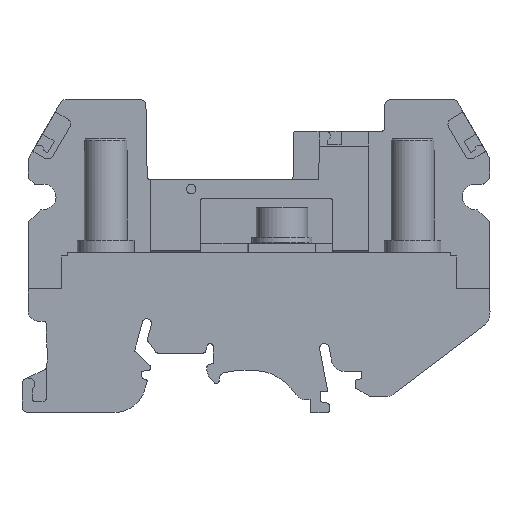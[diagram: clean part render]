
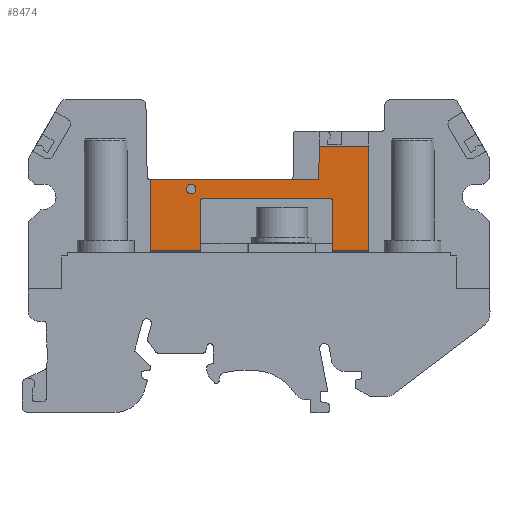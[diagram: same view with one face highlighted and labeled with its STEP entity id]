
A CAD part, front view. The second image highlights one B-rep face of the part: STEP entity #8474.
In plain terms, the highlighted planar face has unit normal (0, -1, 0).
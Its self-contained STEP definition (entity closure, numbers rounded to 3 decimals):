
#252=CIRCLE('',#8890,0.75);
#311=CIRCLE('',#8961,0.25);
#312=CIRCLE('',#8962,0.25);
#313=CIRCLE('',#8963,0.25);
#314=CIRCLE('',#8964,0.25);
#987=ORIENTED_EDGE('',*,*,#2488,.F.);
#988=ORIENTED_EDGE('',*,*,#2656,.T.);
#989=ORIENTED_EDGE('',*,*,#2657,.T.);
#990=ORIENTED_EDGE('',*,*,#2658,.F.);
#991=ORIENTED_EDGE('',*,*,#2659,.F.);
#992=ORIENTED_EDGE('',*,*,#2660,.T.);
#993=ORIENTED_EDGE('',*,*,#2661,.T.);
#994=ORIENTED_EDGE('',*,*,#2662,.T.);
#995=ORIENTED_EDGE('',*,*,#2663,.T.);
#996=ORIENTED_EDGE('',*,*,#2664,.T.);
#997=ORIENTED_EDGE('',*,*,#2665,.T.);
#998=ORIENTED_EDGE('',*,*,#2666,.F.);
#999=ORIENTED_EDGE('',*,*,#2667,.T.);
#1000=ORIENTED_EDGE('',*,*,#2668,.T.);
#1001=ORIENTED_EDGE('',*,*,#2669,.T.);
#2488=EDGE_CURVE('',#3337,#3337,#252,.T.);
#2656=EDGE_CURVE('',#3499,#3500,#4032,.T.);
#2657=EDGE_CURVE('',#3500,#3501,#311,.T.);
#2658=EDGE_CURVE('',#3502,#3501,#4033,.T.);
#2659=EDGE_CURVE('',#3503,#3502,#4034,.T.);
#2660=EDGE_CURVE('',#3503,#3504,#312,.F.);
#2661=EDGE_CURVE('',#3504,#3505,#4035,.T.);
#2662=EDGE_CURVE('',#3505,#3506,#4036,.T.);
#2663=EDGE_CURVE('',#3506,#3507,#4037,.T.);
#2664=EDGE_CURVE('',#3507,#3508,#4038,.T.);
#2665=EDGE_CURVE('',#3508,#3509,#313,.F.);
#2666=EDGE_CURVE('',#3510,#3509,#4039,.T.);
#2667=EDGE_CURVE('',#3510,#3511,#314,.F.);
#2668=EDGE_CURVE('',#3511,#3512,#4040,.T.);
#2669=EDGE_CURVE('',#3512,#3499,#4041,.T.);
#3337=VERTEX_POINT('',#11680);
#3499=VERTEX_POINT('',#12022);
#3500=VERTEX_POINT('',#12023);
#3501=VERTEX_POINT('',#12025);
#3502=VERTEX_POINT('',#12027);
#3503=VERTEX_POINT('',#12029);
#3504=VERTEX_POINT('',#12031);
#3505=VERTEX_POINT('',#12033);
#3506=VERTEX_POINT('',#12035);
#3507=VERTEX_POINT('',#12037);
#3508=VERTEX_POINT('',#12039);
#3509=VERTEX_POINT('',#12041);
#3510=VERTEX_POINT('',#12043);
#3511=VERTEX_POINT('',#12045);
#3512=VERTEX_POINT('',#12047);
#4032=LINE('',#12021,#4667);
#4033=LINE('',#12026,#4668);
#4034=LINE('',#12028,#4669);
#4035=LINE('',#12032,#4670);
#4036=LINE('',#12034,#4671);
#4037=LINE('',#12036,#4672);
#4038=LINE('',#12038,#4673);
#4039=LINE('',#12042,#4674);
#4040=LINE('',#12046,#4675);
#4041=LINE('',#12048,#4676);
#4667=VECTOR('',#10057,1000.);
#4668=VECTOR('',#10060,1000.);
#4669=VECTOR('',#10061,1000.);
#4670=VECTOR('',#10064,1000.);
#4671=VECTOR('',#10065,1000.);
#4672=VECTOR('',#10066,1000.);
#4673=VECTOR('',#10067,1000.);
#4674=VECTOR('',#10070,1000.);
#4675=VECTOR('',#10073,1000.);
#4676=VECTOR('',#10074,1000.);
#5188=EDGE_LOOP('',(#987));
#5189=EDGE_LOOP('',(#988,#989,#990,#991,#992,#993,#994,#995,#996,#997,#998,
#999,#1000,#1001));
#5563=FACE_BOUND('',#5188,.T.);
#5564=FACE_BOUND('',#5189,.T.);
#5878=PLANE('',#8960);
#8474=ADVANCED_FACE('',(#5563,#5564),#5878,.T.);
#8890=AXIS2_PLACEMENT_3D('',#11679,#9806,#9807);
#8960=AXIS2_PLACEMENT_3D('',#12020,#10055,#10056);
#8961=AXIS2_PLACEMENT_3D('',#12024,#10058,#10059);
#8962=AXIS2_PLACEMENT_3D('',#12030,#10062,#10063);
#8963=AXIS2_PLACEMENT_3D('',#12040,#10068,#10069);
#8964=AXIS2_PLACEMENT_3D('',#12044,#10071,#10072);
#9806=DIRECTION('',(0.,-1.,0.));
#9807=DIRECTION('',(0.,0.,-1.));
#10055=DIRECTION('',(0.,-1.,0.));
#10056=DIRECTION('',(0.,0.,-1.));
#10057=DIRECTION('',(0.,0.,1.));
#10058=DIRECTION('',(0.,-1.,0.));
#10059=DIRECTION('',(0.,0.,-1.));
#10060=DIRECTION('',(1.,0.,0.));
#10061=DIRECTION('',(0.017,0.,1.));
#10062=DIRECTION('',(0.,-1.,0.));
#10063=DIRECTION('',(0.,0.,-1.));
#10064=DIRECTION('',(-1.,0.,0.));
#10065=DIRECTION('',(0.,0.,-1.));
#10066=DIRECTION('',(1.,0.,0.));
#10067=DIRECTION('',(0.,0.,1.));
#10068=DIRECTION('',(0.,-1.,0.));
#10069=DIRECTION('',(0.,0.,-1.));
#10070=DIRECTION('',(-1.,0.,0.));
#10071=DIRECTION('',(0.,-1.,0.));
#10072=DIRECTION('',(0.,0.,-1.));
#10073=DIRECTION('',(0.,0.,-1.));
#10074=DIRECTION('',(1.,0.,0.));
#11679=CARTESIAN_POINT('',(-10.25,-12.,10.585));
#11680=CARTESIAN_POINT('',(-10.25,-12.,9.835));
#12020=CARTESIAN_POINT('',(14.004,-12.,23.043));
#12021=CARTESIAN_POINT('',(17.85,-12.,19.48));
#12022=CARTESIAN_POINT('',(17.85,-12.,0.85));
#12023=CARTESIAN_POINT('',(17.85,-12.,17.06));
#12024=CARTESIAN_POINT('',(17.6,-12.,17.06));
#12025=CARTESIAN_POINT('',(17.6,-12.,17.31));
#12026=CARTESIAN_POINT('',(10.05,-12.,17.31));
#12027=CARTESIAN_POINT('',(10.007,-12.,17.31));
#12028=CARTESIAN_POINT('',(10.05,-12.,19.75));
#12029=CARTESIAN_POINT('',(9.921,-12.,12.346));
#12030=CARTESIAN_POINT('',(9.671,-12.,12.35));
#12031=CARTESIAN_POINT('',(9.671,-12.,12.1));
#12032=CARTESIAN_POINT('',(14.004,-12.,12.1));
#12033=CARTESIAN_POINT('',(-16.75,-12.,12.1));
#12034=CARTESIAN_POINT('',(-16.75,-12.,13.6));
#12035=CARTESIAN_POINT('',(-16.75,-12.,0.85));
#12036=CARTESIAN_POINT('',(-8.75,-12.,0.85));
#12037=CARTESIAN_POINT('',(-8.75,-12.,0.85));
#12038=CARTESIAN_POINT('',(-8.75,-12.,0.1));
#12039=CARTESIAN_POINT('',(-8.75,-12.,8.82));
#12040=CARTESIAN_POINT('',(-8.5,-12.,8.82));
#12041=CARTESIAN_POINT('',(-8.5,-12.,9.07));
#12042=CARTESIAN_POINT('',(15.65,-12.,9.07));
#12043=CARTESIAN_POINT('',(11.85,-12.,9.07));
#12044=CARTESIAN_POINT('',(11.85,-12.,8.82));
#12045=CARTESIAN_POINT('',(12.1,-12.,8.82));
#12046=CARTESIAN_POINT('',(12.1,-12.,9.07));
#12047=CARTESIAN_POINT('',(12.1,-12.,0.85));
#12048=CARTESIAN_POINT('',(17.85,-12.,0.85));
